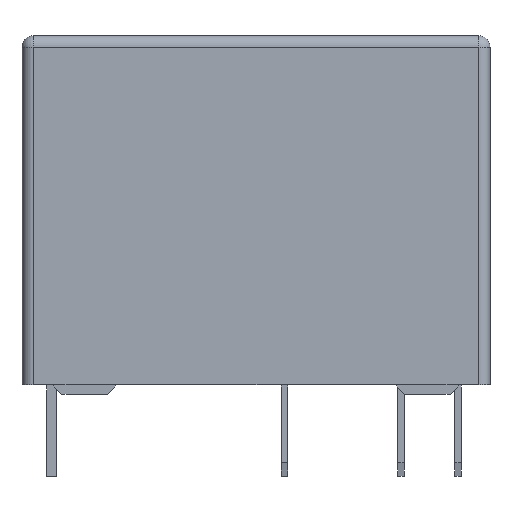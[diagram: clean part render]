
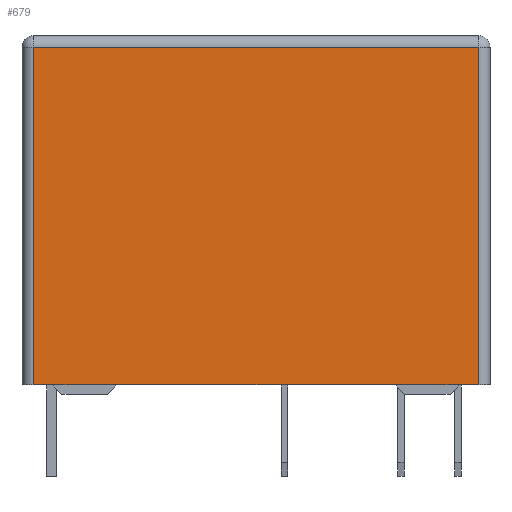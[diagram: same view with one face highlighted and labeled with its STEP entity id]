
A CAD part, front view. The second image highlights one B-rep face of the part: STEP entity #679.
In plain terms, the highlighted planar face has unit normal (0, -1, 0).
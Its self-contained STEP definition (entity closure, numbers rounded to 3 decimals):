
#49 = VERTEX_POINT('',#50);
#50 = CARTESIAN_POINT('',(-9.75,-5.1,0.));
#57 = EDGE_CURVE('',#58,#49,#60,.T.);
#58 = VERTEX_POINT('',#59);
#59 = CARTESIAN_POINT('',(-8.9,-5.1,0.));
#60 = LINE('',#61,#62);
#61 = CARTESIAN_POINT('',(10.25,-5.1,0.));
#62 = VECTOR('',#63,1.);
#63 = DIRECTION('',(-1.,0.,0.));
#98 = VERTEX_POINT('',#99);
#99 = CARTESIAN_POINT('',(-6.1,-5.1,0.));
#105 = EDGE_CURVE('',#106,#98,#108,.T.);
#106 = VERTEX_POINT('',#107);
#107 = CARTESIAN_POINT('',(6.1,-5.1,0.));
#108 = LINE('',#109,#110);
#109 = CARTESIAN_POINT('',(10.25,-5.1,0.));
#110 = VECTOR('',#111,1.);
#111 = DIRECTION('',(-1.,0.,0.));
#146 = VERTEX_POINT('',#147);
#147 = CARTESIAN_POINT('',(8.9,-5.1,0.));
#153 = EDGE_CURVE('',#154,#146,#156,.T.);
#154 = VERTEX_POINT('',#155);
#155 = CARTESIAN_POINT('',(9.75,-5.1,0.));
#156 = LINE('',#157,#158);
#157 = CARTESIAN_POINT('',(10.25,-5.1,0.));
#158 = VECTOR('',#159,1.);
#159 = DIRECTION('',(-1.,0.,0.));
#659 = EDGE_CURVE('',#49,#660,#662,.T.);
#660 = VERTEX_POINT('',#661);
#661 = CARTESIAN_POINT('',(-9.75,-5.1,14.8));
#662 = LINE('',#663,#664);
#663 = CARTESIAN_POINT('',(-9.75,-5.1,0.));
#664 = VECTOR('',#665,1.);
#665 = DIRECTION('',(0.,0.,1.));
#679 = ADVANCED_FACE('',(#680),#744,.T.);
#680 = FACE_BOUND('',#681,.T.);
#681 = EDGE_LOOP('',(#682,#683,#691,#697,#698,#699,#707,#715,#721,#722,
    #730,#738));
#682 = ORIENTED_EDGE('',*,*,#153,.F.);
#683 = ORIENTED_EDGE('',*,*,#684,.T.);
#684 = EDGE_CURVE('',#154,#685,#687,.T.);
#685 = VERTEX_POINT('',#686);
#686 = CARTESIAN_POINT('',(9.75,-5.1,14.8));
#687 = LINE('',#688,#689);
#688 = CARTESIAN_POINT('',(9.75,-5.1,0.));
#689 = VECTOR('',#690,1.);
#690 = DIRECTION('',(0.,0.,1.));
#691 = ORIENTED_EDGE('',*,*,#692,.T.);
#692 = EDGE_CURVE('',#685,#660,#693,.T.);
#693 = LINE('',#694,#695);
#694 = CARTESIAN_POINT('',(10.25,-5.1,14.8));
#695 = VECTOR('',#696,1.);
#696 = DIRECTION('',(-1.,0.,0.));
#697 = ORIENTED_EDGE('',*,*,#659,.F.);
#698 = ORIENTED_EDGE('',*,*,#57,.F.);
#699 = ORIENTED_EDGE('',*,*,#700,.T.);
#700 = EDGE_CURVE('',#58,#701,#703,.T.);
#701 = VERTEX_POINT('',#702);
#702 = CARTESIAN_POINT('',(-8.5,-5.1,0.));
#703 = LINE('',#704,#705);
#704 = CARTESIAN_POINT('',(-8.5,-5.1,0.));
#705 = VECTOR('',#706,1.);
#706 = DIRECTION('',(1.,0.,0.));
#707 = ORIENTED_EDGE('',*,*,#708,.T.);
#708 = EDGE_CURVE('',#701,#709,#711,.T.);
#709 = VERTEX_POINT('',#710);
#710 = CARTESIAN_POINT('',(-6.5,-5.1,0.));
#711 = LINE('',#712,#713);
#712 = CARTESIAN_POINT('',(-8.5,-5.1,0.));
#713 = VECTOR('',#714,1.);
#714 = DIRECTION('',(1.,0.,0.));
#715 = ORIENTED_EDGE('',*,*,#716,.T.);
#716 = EDGE_CURVE('',#709,#98,#717,.T.);
#717 = LINE('',#718,#719);
#718 = CARTESIAN_POINT('',(-8.5,-5.1,0.));
#719 = VECTOR('',#720,1.);
#720 = DIRECTION('',(1.,0.,0.));
#721 = ORIENTED_EDGE('',*,*,#105,.F.);
#722 = ORIENTED_EDGE('',*,*,#723,.T.);
#723 = EDGE_CURVE('',#106,#724,#726,.T.);
#724 = VERTEX_POINT('',#725);
#725 = CARTESIAN_POINT('',(6.5,-5.1,0.));
#726 = LINE('',#727,#728);
#727 = CARTESIAN_POINT('',(6.5,-5.1,0.));
#728 = VECTOR('',#729,1.);
#729 = DIRECTION('',(1.,0.,0.));
#730 = ORIENTED_EDGE('',*,*,#731,.T.);
#731 = EDGE_CURVE('',#724,#732,#734,.T.);
#732 = VERTEX_POINT('',#733);
#733 = CARTESIAN_POINT('',(8.5,-5.1,0.));
#734 = LINE('',#735,#736);
#735 = CARTESIAN_POINT('',(6.5,-5.1,0.));
#736 = VECTOR('',#737,1.);
#737 = DIRECTION('',(1.,0.,0.));
#738 = ORIENTED_EDGE('',*,*,#739,.T.);
#739 = EDGE_CURVE('',#732,#146,#740,.T.);
#740 = LINE('',#741,#742);
#741 = CARTESIAN_POINT('',(6.5,-5.1,0.));
#742 = VECTOR('',#743,1.);
#743 = DIRECTION('',(1.,0.,0.));
#744 = PLANE('',#745);
#745 = AXIS2_PLACEMENT_3D('',#746,#747,#748);
#746 = CARTESIAN_POINT('',(10.25,-5.1,0.));
#747 = DIRECTION('',(0.,-1.,0.));
#748 = DIRECTION('',(-1.,0.,0.));
